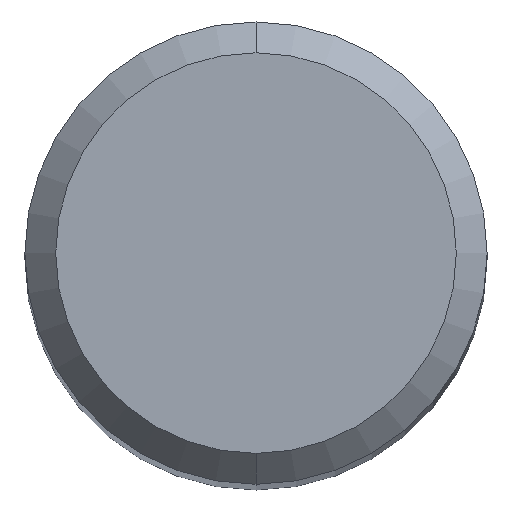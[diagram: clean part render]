
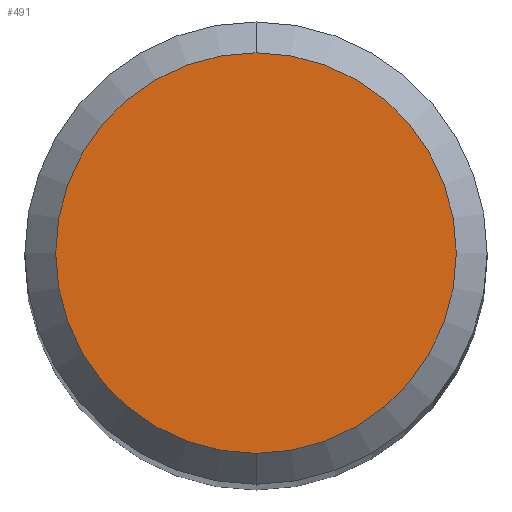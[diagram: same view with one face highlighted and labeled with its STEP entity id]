
A CAD part, top view. The second image highlights one B-rep face of the part: STEP entity #491.
In plain terms, the highlighted planar face has unit normal (0, 0, 1).
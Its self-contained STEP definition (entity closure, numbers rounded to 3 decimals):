
#317=EDGE_CURVE('',#375,#363,#855,.T.);
#363=VERTEX_POINT('',#906);
#375=VERTEX_POINT('',#921);
#453=EDGE_CURVE('',#363,#375,#1006,.T.);
#491=ADVANCED_FACE('',(#1046),#1047,.T.);
#855=CIRCLE('',#1635,2.6);
#906=CARTESIAN_POINT('',(0.,-2.6,0.0));
#921=CARTESIAN_POINT('',(0.0,2.6,0.0));
#1006=CIRCLE('',#2567,2.6);
#1046=FACE_OUTER_BOUND('',#2639,.T.);
#1047=PLANE('',#2640);
#1635=AXIS2_PLACEMENT_3D('',#4110,#4111,#4112);
#2567=AXIS2_PLACEMENT_3D('',#4326,#4327,#4328);
#2639=EDGE_LOOP('',(#4361,#4362));
#2640=AXIS2_PLACEMENT_3D('',#4363,#4364,#4365);
#4110=CARTESIAN_POINT('',(0.0,0.0,0.0));
#4111=DIRECTION('',(0.0,0.0,-1.0));
#4112=DIRECTION('',(0.0,1.0,0.0));
#4326=CARTESIAN_POINT('',(0.0,0.0,0.0));
#4327=DIRECTION('',(0.0,0.0,-1.0));
#4328=DIRECTION('',(0.0,1.0,0.0));
#4361=ORIENTED_EDGE('',*,*,#317,.F.);
#4362=ORIENTED_EDGE('',*,*,#453,.F.);
#4363=CARTESIAN_POINT('',(0.0,1.3,0.0));
#4364=DIRECTION('',(-0.0,0.0,1.0));
#4365=DIRECTION('',(0.0,-1.0,0.0));
